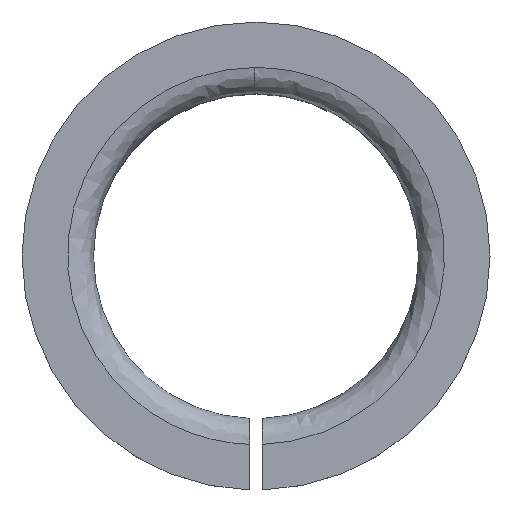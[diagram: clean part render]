
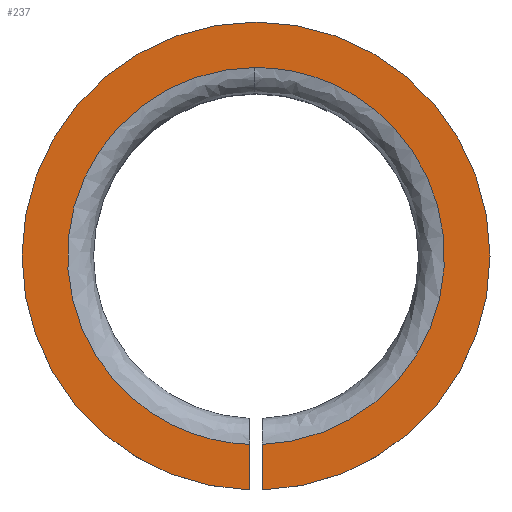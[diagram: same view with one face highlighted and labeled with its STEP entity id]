
A CAD part, top view. The second image highlights one B-rep face of the part: STEP entity #237.
In plain terms, the highlighted planar face has unit normal (0, 0, 1).
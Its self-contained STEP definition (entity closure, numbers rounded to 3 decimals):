
#14 = EDGE_CURVE ( 'NONE', #602, #30, #411, .T. ) ;
#30 = VERTEX_POINT ( 'NONE', #214 ) ;
#45 = CARTESIAN_POINT ( 'NONE',  ( -2032.906, -228.819, 753.024 ) ) ;
#50 = CARTESIAN_POINT ( 'NONE',  ( -2004.687, -200.787, 753.024 ) ) ;
#63 = DIRECTION ( 'NONE',  ( 0., -1., 0. ) ) ;
#69 = CARTESIAN_POINT ( 'NONE',  ( 0., 0., 753.024 ) ) ;
#71 = CARTESIAN_POINT ( 'NONE',  ( -1975.879, -228.805, 753.024 ) ) ;
#87 = EDGE_CURVE ( 'NONE', #257, #98, #406, .T. ) ;
#97 = DIRECTION ( 'NONE',  ( 0., 0., -1. ) ) ;
#98 = VERTEX_POINT ( 'NONE', #604 ) ;
#100 = CARTESIAN_POINT ( 'NONE',  ( -2004.085, -233.28, 753.024 ) ) ;
#104 = LINE ( 'NONE', #223, #259 ) ;
#109 = CARTESIAN_POINT ( 'NONE',  ( -2004.585, -215.287, 753.024 ) ) ;
#110 = VERTEX_POINT ( 'NONE', #507 ) ;
#147 = CIRCLE ( 'NONE', #311, 18. ) ;
#149 = ORIENTED_EDGE ( 'NONE', *, *, #167, .T. ) ;
#166 =( BOUNDED_CURVE ( )  B_SPLINE_CURVE ( 3, ( #357, #71, #232, #615 ),
 .UNSPECIFIED., .F., .F. ) 
 B_SPLINE_CURVE_WITH_KNOTS ( ( 4, 4 ),
 ( 0., 0.501 ),
 .UNSPECIFIED. ) 
 CURVE ( )  GEOMETRIC_REPRESENTATION_ITEM ( )  RATIONAL_B_SPLINE_CURVE ( ( 1., 0.342, 0.342, 1. ) ) 
 REPRESENTATION_ITEM ( '' )  );
#167 = EDGE_CURVE ( 'NONE', #594, #30, #104, .T. ) ;
#168 = CIRCLE ( 'NONE', #455, 18. ) ;
#170 = DIRECTION ( 'NONE',  ( 0., 0., -1. ) ) ;
#178 = DIRECTION ( 'NONE',  ( 1., 0., 0. ) ) ;
#195 = EDGE_CURVE ( 'NONE', #110, #592, #292, .T. ) ;
#199 = FACE_OUTER_BOUND ( 'NONE', #310, .T. ) ;
#214 = CARTESIAN_POINT ( 'NONE',  ( -2005.085, -229.778, 753.024 ) ) ;
#223 = CARTESIAN_POINT ( 'NONE',  ( -2005.085, -223.287, 753.024 ) ) ;
#231 = VECTOR ( 'NONE', #63, 1000. ) ;
#232 = CARTESIAN_POINT ( 'NONE',  ( -1976.465, -200.589, 753.024 ) ) ;
#237 = ADVANCED_FACE ( 'NONE', ( #199 ), #610, .T. ) ;
#238 = AXIS2_PLACEMENT_3D ( 'NONE', #69, #365, #178 ) ;
#246 = ORIENTED_EDGE ( 'NONE', *, *, #14, .F. ) ;
#257 = VERTEX_POINT ( 'NONE', #364 ) ;
#259 = VECTOR ( 'NONE', #261, 1000. ) ;
#261 = DIRECTION ( 'NONE',  ( 0., 1., 0. ) ) ;
#268 = DIRECTION ( 'NONE',  ( 1., 0., 0. ) ) ;
#277 = CARTESIAN_POINT ( 'NONE',  ( -2004.585, -215.287, 753.024 ) ) ;
#292 = LINE ( 'NONE', #449, #231 ) ;
#310 = EDGE_LOOP ( 'NONE', ( #567, #392, #316, #334, #564, #149, #246 ) ) ;
#311 = AXIS2_PLACEMENT_3D ( 'NONE', #277, #617, #368 ) ;
#316 = ORIENTED_EDGE ( 'NONE', *, *, #450, .F. ) ;
#334 = ORIENTED_EDGE ( 'NONE', *, *, #87, .F. ) ;
#336 = DIRECTION ( 'NONE',  ( 1., 0., 0. ) ) ;
#341 = CARTESIAN_POINT ( 'NONE',  ( -2004.687, -200.787, 753.024 ) ) ;
#344 = CARTESIAN_POINT ( 'NONE',  ( -2032.524, -200.983, 753.024 ) ) ;
#352 = EDGE_CURVE ( 'NONE', #110, #602, #166, .T. ) ;
#357 = CARTESIAN_POINT ( 'NONE',  ( -2004.085, -229.778, 753.024 ) ) ;
#364 = CARTESIAN_POINT ( 'NONE',  ( -2022.585, -215.287, 753.024 ) ) ;
#365 = DIRECTION ( 'NONE',  ( 0., 0., 1. ) ) ;
#368 = DIRECTION ( 'NONE',  ( 1., 0., 0. ) ) ;
#392 = ORIENTED_EDGE ( 'NONE', *, *, #195, .T. ) ;
#406 = CIRCLE ( 'NONE', #562, 18. ) ;
#410 = EDGE_CURVE ( 'NONE', #594, #257, #147, .T. ) ;
#411 =( BOUNDED_CURVE ( )  B_SPLINE_CURVE ( 3, ( #341, #344, #45, #498 ),
 .UNSPECIFIED., .F., .F. ) 
 B_SPLINE_CURVE_WITH_KNOTS ( ( 4, 4 ),
 ( 0.501, 1. ),
 .UNSPECIFIED. ) 
 CURVE ( )  GEOMETRIC_REPRESENTATION_ITEM ( )  RATIONAL_B_SPLINE_CURVE ( ( 1., 0.347, 0.347, 1. ) ) 
 REPRESENTATION_ITEM ( '' )  );
#432 = CARTESIAN_POINT ( 'NONE',  ( -2004.585, -215.287, 753.024 ) ) ;
#449 = CARTESIAN_POINT ( 'NONE',  ( -2004.085, -238.287, 753.024 ) ) ;
#450 = EDGE_CURVE ( 'NONE', #98, #592, #168, .T. ) ;
#455 = AXIS2_PLACEMENT_3D ( 'NONE', #432, #97, #336 ) ;
#496 = CARTESIAN_POINT ( 'NONE',  ( -2005.085, -233.28, 753.024 ) ) ;
#498 = CARTESIAN_POINT ( 'NONE',  ( -2005.085, -229.778, 753.024 ) ) ;
#507 = CARTESIAN_POINT ( 'NONE',  ( -2004.085, -229.778, 753.024 ) ) ;
#562 = AXIS2_PLACEMENT_3D ( 'NONE', #109, #170, #268 ) ;
#564 = ORIENTED_EDGE ( 'NONE', *, *, #410, .F. ) ;
#567 = ORIENTED_EDGE ( 'NONE', *, *, #352, .F. ) ;
#592 = VERTEX_POINT ( 'NONE', #100 ) ;
#594 = VERTEX_POINT ( 'NONE', #496 ) ;
#602 = VERTEX_POINT ( 'NONE', #50 ) ;
#604 = CARTESIAN_POINT ( 'NONE',  ( -1986.585, -215.287, 753.024 ) ) ;
#610 = PLANE ( 'NONE',  #238 ) ;
#615 = CARTESIAN_POINT ( 'NONE',  ( -2004.687, -200.787, 753.024 ) ) ;
#617 = DIRECTION ( 'NONE',  ( 0., 0., -1. ) ) ;
